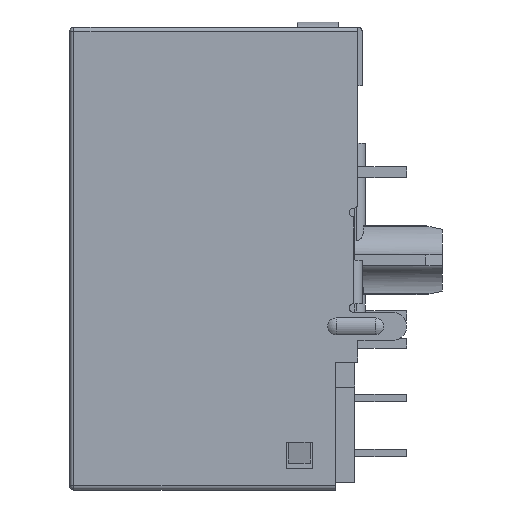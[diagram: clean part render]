
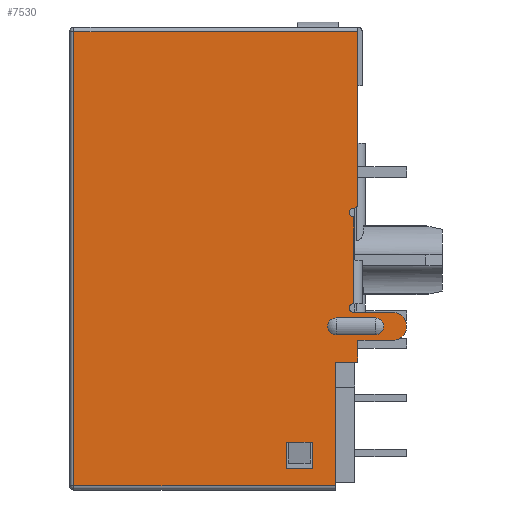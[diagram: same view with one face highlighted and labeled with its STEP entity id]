
A CAD part, left-side view. The second image highlights one B-rep face of the part: STEP entity #7530.
In plain terms, the highlighted planar face has unit normal (-1, 0, 0).
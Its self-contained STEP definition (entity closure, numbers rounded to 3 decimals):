
#14=FACE_BOUND('',#2663,.T.);
#15=FACE_BOUND('',#2664,.T.);
#58=PLANE('',#7971);
#410=LINE('',#10606,#1309);
#434=LINE('',#10660,#1333);
#435=LINE('',#10661,#1334);
#436=LINE('',#10663,#1335);
#437=LINE('',#10665,#1336);
#438=LINE('',#10667,#1337);
#439=LINE('',#10669,#1338);
#440=LINE('',#10671,#1339);
#441=LINE('',#10675,#1340);
#442=LINE('',#10679,#1341);
#443=LINE('',#10681,#1342);
#444=LINE('',#10687,#1343);
#445=LINE('',#10689,#1344);
#446=LINE('',#10691,#1345);
#447=LINE('',#10693,#1346);
#448=LINE('',#10695,#1347);
#449=LINE('',#10696,#1348);
#450=LINE('',#10701,#1349);
#451=LINE('',#10704,#1350);
#1309=VECTOR('',#8567,1000.);
#1333=VECTOR('',#8603,1000.);
#1334=VECTOR('',#8604,1000.);
#1335=VECTOR('',#8605,1000.);
#1336=VECTOR('',#8606,1000.);
#1337=VECTOR('',#8607,1000.);
#1338=VECTOR('',#8608,1000.);
#1339=VECTOR('',#8609,1000.);
#1340=VECTOR('',#8612,1000.);
#1341=VECTOR('',#8615,1000.);
#1342=VECTOR('',#8616,1000.);
#1343=VECTOR('',#8621,1000.);
#1344=VECTOR('',#8622,1000.);
#1345=VECTOR('',#8623,1000.);
#1346=VECTOR('',#8624,1000.);
#1347=VECTOR('',#8625,1000.);
#1348=VECTOR('',#8626,1000.);
#1349=VECTOR('',#8629,1000.);
#1350=VECTOR('',#8632,1000.);
#2267=FACE_OUTER_BOUND('',#2662,.T.);
#2662=EDGE_LOOP('',(#5078,#5079,#5080,#5081,#5082,#5083,#5084,#5085,#5086,
#5087,#5088,#5089,#5090,#5091,#5092));
#2663=EDGE_LOOP('',(#5093,#5094,#5095,#5096,#5097,#5098));
#2664=EDGE_LOOP('',(#5099,#5100,#5101,#5102));
#3111=CIRCLE('',#7972,0.65);
#3112=CIRCLE('',#7973,0.2);
#3113=CIRCLE('',#7974,0.2);
#3114=CIRCLE('',#7975,0.2);
#3115=CIRCLE('',#7976,0.387);
#3116=CIRCLE('',#7977,0.387);
#3238=VERTEX_POINT('',#10476);
#3242=VERTEX_POINT('',#10484);
#3301=VERTEX_POINT('',#10658);
#3302=VERTEX_POINT('',#10659);
#3303=VERTEX_POINT('',#10662);
#3304=VERTEX_POINT('',#10664);
#3305=VERTEX_POINT('',#10666);
#3306=VERTEX_POINT('',#10668);
#3307=VERTEX_POINT('',#10670);
#3308=VERTEX_POINT('',#10672);
#3309=VERTEX_POINT('',#10674);
#3310=VERTEX_POINT('',#10676);
#3311=VERTEX_POINT('',#10678);
#3312=VERTEX_POINT('',#10680);
#3313=VERTEX_POINT('',#10682);
#3314=VERTEX_POINT('',#10685);
#3315=VERTEX_POINT('',#10686);
#3316=VERTEX_POINT('',#10688);
#3317=VERTEX_POINT('',#10690);
#3318=VERTEX_POINT('',#10692);
#3319=VERTEX_POINT('',#10694);
#3320=VERTEX_POINT('',#10697);
#3321=VERTEX_POINT('',#10698);
#3322=VERTEX_POINT('',#10700);
#3323=VERTEX_POINT('',#10702);
#3978=EDGE_CURVE('',#3242,#3238,#410,.T.);
#4004=EDGE_CURVE('',#3301,#3302,#434,.T.);
#4005=EDGE_CURVE('',#3302,#3238,#435,.T.);
#4006=EDGE_CURVE('',#3242,#3303,#436,.T.);
#4007=EDGE_CURVE('',#3303,#3304,#437,.T.);
#4008=EDGE_CURVE('',#3304,#3305,#438,.T.);
#4009=EDGE_CURVE('',#3305,#3306,#439,.T.);
#4010=EDGE_CURVE('',#3306,#3307,#440,.T.);
#4011=EDGE_CURVE('',#3307,#3308,#3111,.T.);
#4012=EDGE_CURVE('',#3308,#3309,#441,.T.);
#4013=EDGE_CURVE('',#3309,#3310,#3112,.T.);
#4014=EDGE_CURVE('',#3310,#3311,#442,.T.);
#4015=EDGE_CURVE('',#3311,#3312,#443,.T.);
#4016=EDGE_CURVE('',#3312,#3313,#3113,.T.);
#4017=EDGE_CURVE('',#3313,#3301,#3114,.T.);
#4018=EDGE_CURVE('',#3314,#3315,#444,.T.);
#4019=EDGE_CURVE('',#3315,#3316,#445,.T.);
#4020=EDGE_CURVE('',#3316,#3317,#446,.T.);
#4021=EDGE_CURVE('',#3317,#3318,#447,.T.);
#4022=EDGE_CURVE('',#3318,#3319,#448,.T.);
#4023=EDGE_CURVE('',#3319,#3314,#449,.T.);
#4024=EDGE_CURVE('',#3320,#3321,#3115,.T.);
#4025=EDGE_CURVE('',#3321,#3322,#450,.T.);
#4026=EDGE_CURVE('',#3322,#3323,#3116,.T.);
#4027=EDGE_CURVE('',#3323,#3320,#451,.T.);
#5078=ORIENTED_EDGE('',*,*,#4004,.T.);
#5079=ORIENTED_EDGE('',*,*,#4005,.T.);
#5080=ORIENTED_EDGE('',*,*,#3978,.F.);
#5081=ORIENTED_EDGE('',*,*,#4006,.T.);
#5082=ORIENTED_EDGE('',*,*,#4007,.T.);
#5083=ORIENTED_EDGE('',*,*,#4008,.T.);
#5084=ORIENTED_EDGE('',*,*,#4009,.T.);
#5085=ORIENTED_EDGE('',*,*,#4010,.T.);
#5086=ORIENTED_EDGE('',*,*,#4011,.T.);
#5087=ORIENTED_EDGE('',*,*,#4012,.T.);
#5088=ORIENTED_EDGE('',*,*,#4013,.T.);
#5089=ORIENTED_EDGE('',*,*,#4014,.T.);
#5090=ORIENTED_EDGE('',*,*,#4015,.T.);
#5091=ORIENTED_EDGE('',*,*,#4016,.T.);
#5092=ORIENTED_EDGE('',*,*,#4017,.T.);
#5093=ORIENTED_EDGE('',*,*,#4018,.T.);
#5094=ORIENTED_EDGE('',*,*,#4019,.T.);
#5095=ORIENTED_EDGE('',*,*,#4020,.T.);
#5096=ORIENTED_EDGE('',*,*,#4021,.T.);
#5097=ORIENTED_EDGE('',*,*,#4022,.T.);
#5098=ORIENTED_EDGE('',*,*,#4023,.T.);
#5099=ORIENTED_EDGE('',*,*,#4024,.T.);
#5100=ORIENTED_EDGE('',*,*,#4025,.T.);
#5101=ORIENTED_EDGE('',*,*,#4026,.T.);
#5102=ORIENTED_EDGE('',*,*,#4027,.T.);
#7530=ADVANCED_FACE('',(#2267,#14,#15),#58,.T.);
#7971=AXIS2_PLACEMENT_3D('',#10657,#8601,#8602);
#7972=AXIS2_PLACEMENT_3D('',#10673,#8610,#8611);
#7973=AXIS2_PLACEMENT_3D('',#10677,#8613,#8614);
#7974=AXIS2_PLACEMENT_3D('',#10683,#8617,#8618);
#7975=AXIS2_PLACEMENT_3D('',#10684,#8619,#8620);
#7976=AXIS2_PLACEMENT_3D('',#10699,#8627,#8628);
#7977=AXIS2_PLACEMENT_3D('',#10703,#8630,#8631);
#8567=DIRECTION('',(0.,0.,1.));
#8601=DIRECTION('center_axis',(-1.,0.,0.));
#8602=DIRECTION('ref_axis',(0.,0.,1.));
#8603=DIRECTION('',(0.,0.,1.));
#8604=DIRECTION('',(0.,1.,0.));
#8605=DIRECTION('',(0.,-1.,0.));
#8606=DIRECTION('',(0.,0.,1.));
#8607=DIRECTION('',(0.,-1.,0.));
#8608=DIRECTION('',(0.,0.,1.));
#8609=DIRECTION('',(0.,-1.,0.));
#8610=DIRECTION('center_axis',(-1.,0.,0.));
#8611=DIRECTION('ref_axis',(0.,0.,-1.));
#8612=DIRECTION('',(0.,1.,0.));
#8613=DIRECTION('center_axis',(1.,0.,0.));
#8614=DIRECTION('ref_axis',(0.,0.,-1.));
#8615=DIRECTION('',(0.,0.,1.));
#8616=DIRECTION('',(0.,0.,1.));
#8617=DIRECTION('center_axis',(1.,0.,0.));
#8618=DIRECTION('ref_axis',(0.,0.,-1.));
#8619=DIRECTION('center_axis',(-1.,0.,0.));
#8620=DIRECTION('ref_axis',(0.,0.,-1.));
#8621=DIRECTION('',(0.,0.,1.));
#8622=DIRECTION('',(0.,-1.,0.));
#8623=DIRECTION('',(0.,-1.,0.));
#8624=DIRECTION('',(0.,-1.,0.));
#8625=DIRECTION('',(0.,0.,-1.));
#8626=DIRECTION('',(0.,1.,0.));
#8627=DIRECTION('center_axis',(1.,0.,0.));
#8628=DIRECTION('ref_axis',(0.,0.,-1.));
#8629=DIRECTION('',(0.,1.,0.));
#8630=DIRECTION('center_axis',(1.,0.,0.));
#8631=DIRECTION('ref_axis',(0.,0.,-1.));
#8632=DIRECTION('',(0.,-1.,0.));
#10476=CARTESIAN_POINT('',(-7.95,6.55,-0.2));
#10484=CARTESIAN_POINT('',(-7.95,6.55,-21.15));
#10606=CARTESIAN_POINT('',(-7.95,6.55,27.832));
#10657=CARTESIAN_POINT('Origin',(-7.95,6.75,0.));
#10658=CARTESIAN_POINT('',(-7.95,-6.55,-8.15));
#10659=CARTESIAN_POINT('',(-7.95,-6.55,-0.2));
#10660=CARTESIAN_POINT('',(-7.95,-6.55,0.));
#10661=CARTESIAN_POINT('',(-7.95,6.75,-0.2));
#10662=CARTESIAN_POINT('',(-7.95,-5.5,-21.15));
#10663=CARTESIAN_POINT('',(-7.95,6.75,-21.15));
#10664=CARTESIAN_POINT('',(-7.95,-5.5,-15.45));
#10665=CARTESIAN_POINT('',(-7.95,-5.5,0.));
#10666=CARTESIAN_POINT('',(-7.95,-6.55,-15.45));
#10667=CARTESIAN_POINT('',(-7.95,6.75,-15.45));
#10668=CARTESIAN_POINT('',(-7.95,-6.55,-14.45));
#10669=CARTESIAN_POINT('',(-7.95,-6.55,0.));
#10670=CARTESIAN_POINT('',(-7.95,-8.15,-14.45));
#10671=CARTESIAN_POINT('',(-7.95,6.75,-14.45));
#10672=CARTESIAN_POINT('',(-7.95,-8.15,-13.15));
#10673=CARTESIAN_POINT('Origin',(-7.95,-8.15,-13.8));
#10674=CARTESIAN_POINT('',(-7.95,-6.35,-13.15));
#10675=CARTESIAN_POINT('',(-7.95,6.75,-13.15));
#10676=CARTESIAN_POINT('',(-7.95,-6.35,-12.75));
#10677=CARTESIAN_POINT('Origin',(-7.95,-6.35,-12.95));
#10678=CARTESIAN_POINT('',(-7.95,-6.35,-10.75));
#10679=CARTESIAN_POINT('',(-7.95,-6.35,0.));
#10680=CARTESIAN_POINT('',(-7.95,-6.35,-8.75));
#10681=CARTESIAN_POINT('',(-7.95,-6.35,0.));
#10682=CARTESIAN_POINT('',(-7.95,-6.35,-8.35));
#10683=CARTESIAN_POINT('Origin',(-7.95,-6.35,-8.55));
#10684=CARTESIAN_POINT('Origin',(-7.95,-6.35,-8.15));
#10685=CARTESIAN_POINT('',(-7.95,-3.25,-20.35));
#10686=CARTESIAN_POINT('',(-7.95,-3.25,-19.15));
#10687=CARTESIAN_POINT('',(-7.95,-3.25,0.));
#10688=CARTESIAN_POINT('',(-7.95,-3.35,-19.15));
#10689=CARTESIAN_POINT('',(-7.95,6.75,-19.15));
#10690=CARTESIAN_POINT('',(-7.95,-4.35,-19.15));
#10691=CARTESIAN_POINT('',(-7.95,6.75,-19.15));
#10692=CARTESIAN_POINT('',(-7.95,-4.45,-19.15));
#10693=CARTESIAN_POINT('',(-7.95,6.75,-19.15));
#10694=CARTESIAN_POINT('',(-7.95,-4.45,-20.35));
#10695=CARTESIAN_POINT('',(-7.95,-4.45,0.));
#10696=CARTESIAN_POINT('',(-7.95,6.75,-20.35));
#10697=CARTESIAN_POINT('',(-7.95,-7.35,-13.413));
#10698=CARTESIAN_POINT('',(-7.95,-7.35,-14.187));
#10699=CARTESIAN_POINT('Origin',(-7.95,-7.35,-13.8));
#10700=CARTESIAN_POINT('',(-7.95,-5.55,-14.187));
#10701=CARTESIAN_POINT('',(-7.95,6.75,-14.187));
#10702=CARTESIAN_POINT('',(-7.95,-5.55,-13.413));
#10703=CARTESIAN_POINT('Origin',(-7.95,-5.55,-13.8));
#10704=CARTESIAN_POINT('',(-7.95,6.75,-13.413));
